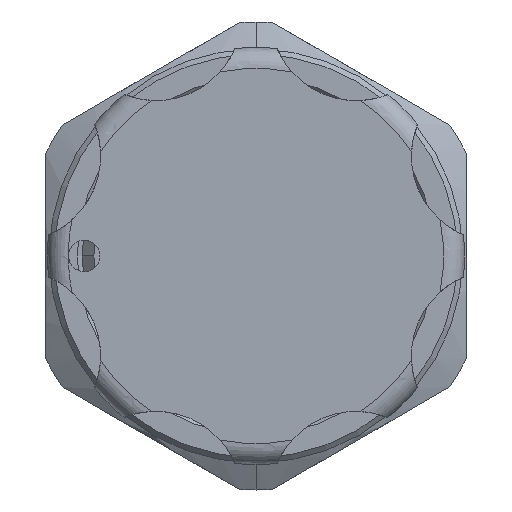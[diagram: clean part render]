
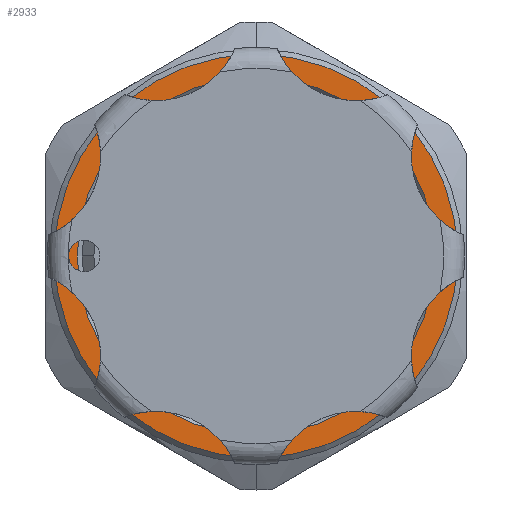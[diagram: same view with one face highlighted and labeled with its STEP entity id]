
A CAD part, left-side view. The second image highlights one B-rep face of the part: STEP entity #2933.
In plain terms, the highlighted planar face has unit normal (-1, 0, 0).
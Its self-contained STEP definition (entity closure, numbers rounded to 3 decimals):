
#2114 = EDGE_LOOP ( 'NONE', ( #5043, #4982 ) ) ;
#2190 = EDGE_LOOP ( 'NONE', ( #4962, #5108 ) ) ;
#2933 = ADVANCED_FACE ( 'NONE', ( #3102, #3097 ), #6140, .F. ) ;
#3097 = FACE_BOUND ( 'NONE', #2114, .T. ) ;
#3102 = FACE_OUTER_BOUND ( 'NONE', #2190, .T. ) ;
#3644 = CIRCLE ( 'NONE', #8157, 11.5 ) ;
#3827 = CIRCLE ( 'NONE', #7871, 10.2 ) ;
#3914 = CIRCLE ( 'NONE', #7614, 11.5 ) ;
#4050 = CIRCLE ( 'NONE', #8034, 10.2 ) ;
#4200 = DIRECTION ( 'NONE',  ( -1., 0., 0. ) ) ;
#4309 = DIRECTION ( 'NONE',  ( 0., 0., -1. ) ) ;
#4311 = CARTESIAN_POINT ( 'NONE',  ( -51.6, 0., 0. ) ) ;
#4487 = EDGE_CURVE ( 'NONE', #4979, #5100, #3644, .T. ) ;
#4648 = EDGE_CURVE ( 'NONE', #4727, #5098, #3827, .T. ) ;
#4727 = VERTEX_POINT ( 'NONE', #5529 ) ;
#4962 = ORIENTED_EDGE ( 'NONE', *, *, #8242, .T. ) ;
#4979 = VERTEX_POINT ( 'NONE', #5701 ) ;
#4982 = ORIENTED_EDGE ( 'NONE', *, *, #4648, .F. ) ;
#5043 = ORIENTED_EDGE ( 'NONE', *, *, #7772, .F. ) ;
#5098 = VERTEX_POINT ( 'NONE', #8501 ) ;
#5100 = VERTEX_POINT ( 'NONE', #8498 ) ;
#5108 = ORIENTED_EDGE ( 'NONE', *, *, #4487, .T. ) ;
#5529 = CARTESIAN_POINT ( 'NONE',  ( -51.6, 0., -10.2 ) ) ;
#5701 = CARTESIAN_POINT ( 'NONE',  ( -51.6, 0., 11.5 ) ) ;
#6129 = CARTESIAN_POINT ( 'NONE',  ( -51.6, -12., 6.928 ) ) ;
#6140 = PLANE ( 'NONE',  #8022 ) ;
#6159 = DIRECTION ( 'NONE',  ( 1., 0., 0. ) ) ;
#6186 = DIRECTION ( 'NONE',  ( 0., 0., -1. ) ) ;
#6345 = CARTESIAN_POINT ( 'NONE',  ( -51.6, 0., 0. ) ) ;
#6360 = DIRECTION ( 'NONE',  ( 0., 0., 1. ) ) ;
#6367 = DIRECTION ( 'NONE',  ( -1., 0., 0. ) ) ;
#6861 = DIRECTION ( 'NONE',  ( 0., 0., -1. ) ) ;
#6870 = DIRECTION ( 'NONE',  ( -1., 0., 0. ) ) ;
#6871 = CARTESIAN_POINT ( 'NONE',  ( -51.6, 0., 0. ) ) ;
#7434 = DIRECTION ( 'NONE',  ( 0., 0., 1. ) ) ;
#7435 = DIRECTION ( 'NONE',  ( -1., 0., 0. ) ) ;
#7436 = CARTESIAN_POINT ( 'NONE',  ( -51.6, 0., 0. ) ) ;
#7614 = AXIS2_PLACEMENT_3D ( 'NONE', #6871, #6870, #6861 ) ;
#7772 = EDGE_CURVE ( 'NONE', #5098, #4727, #4050, .T. ) ;
#7871 = AXIS2_PLACEMENT_3D ( 'NONE', #6345, #6367, #6360 ) ;
#8022 = AXIS2_PLACEMENT_3D ( 'NONE', #6129, #6159, #6186 ) ;
#8034 = AXIS2_PLACEMENT_3D ( 'NONE', #7436, #7435, #7434 ) ;
#8157 = AXIS2_PLACEMENT_3D ( 'NONE', #4311, #4200, #4309 ) ;
#8242 = EDGE_CURVE ( 'NONE', #5100, #4979, #3914, .T. ) ;
#8498 = CARTESIAN_POINT ( 'NONE',  ( -51.6, 0., -11.5 ) ) ;
#8501 = CARTESIAN_POINT ( 'NONE',  ( -51.6, 0., 10.2 ) ) ;
